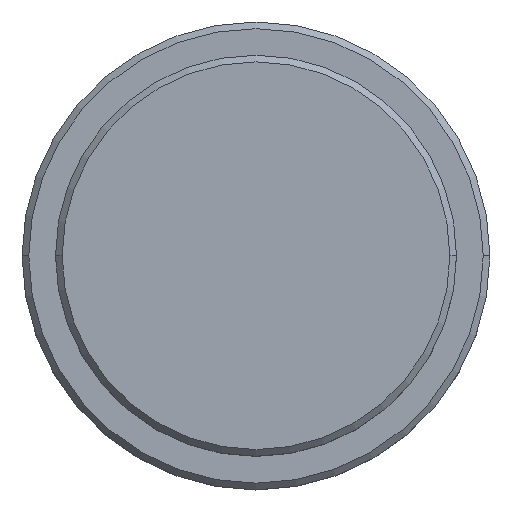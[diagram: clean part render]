
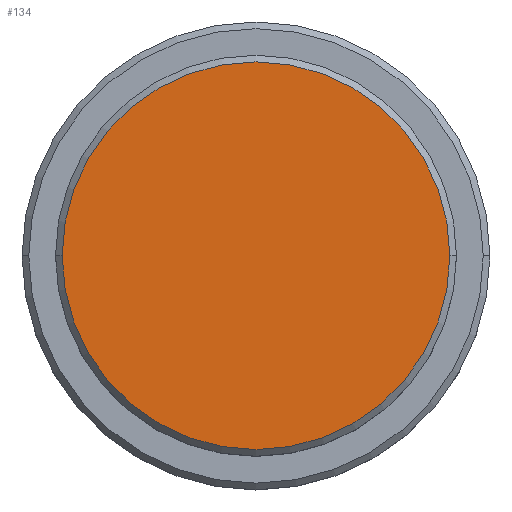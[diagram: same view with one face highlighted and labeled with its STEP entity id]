
A CAD part, top view. The second image highlights one B-rep face of the part: STEP entity #134.
In plain terms, the highlighted planar face has unit normal (0, 0, 1).
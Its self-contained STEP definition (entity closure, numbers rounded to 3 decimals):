
#56 = CARTESIAN_POINT ( 'NONE',  ( -14.5, 0., 0. ) ) ;
#122 = CIRCLE ( 'NONE', #335, 14.5 ) ;
#134 = ADVANCED_FACE ( 'NONE', ( #164 ), #264, .T. ) ;
#164 = FACE_OUTER_BOUND ( 'NONE', #1198, .T. ) ;
#182 = ORIENTED_EDGE ( 'NONE', *, *, #183, .T. ) ;
#183 = EDGE_CURVE ( 'NONE', #970, #519, #122, .T. ) ;
#264 = PLANE ( 'NONE',  #304 ) ;
#304 = AXIS2_PLACEMENT_3D ( 'NONE', #680, #809, #1231 ) ;
#319 = DIRECTION ( 'NONE',  ( 0., 0., 1. ) ) ;
#335 = AXIS2_PLACEMENT_3D ( 'NONE', #1030, #931, #924 ) ;
#404 = CIRCLE ( 'NONE', #1376, 14.5 ) ;
#519 = VERTEX_POINT ( 'NONE', #56 ) ;
#651 = CARTESIAN_POINT ( 'NONE',  ( 0., 0., 0. ) ) ;
#675 = EDGE_CURVE ( 'NONE', #519, #970, #404, .T. ) ;
#680 = CARTESIAN_POINT ( 'NONE',  ( 0., 0., 0. ) ) ;
#788 = ORIENTED_EDGE ( 'NONE', *, *, #675, .T. ) ;
#809 = DIRECTION ( 'NONE',  ( 0., 0., 1. ) ) ;
#924 = DIRECTION ( 'NONE',  ( 1., 0., 0. ) ) ;
#931 = DIRECTION ( 'NONE',  ( 0., 0., 1. ) ) ;
#970 = VERTEX_POINT ( 'NONE', #1375 ) ;
#1030 = CARTESIAN_POINT ( 'NONE',  ( 0., 0., 0. ) ) ;
#1198 = EDGE_LOOP ( 'NONE', ( #788, #182 ) ) ;
#1231 = DIRECTION ( 'NONE',  ( 1., 0., 0. ) ) ;
#1290 = DIRECTION ( 'NONE',  ( 1., 0., 0. ) ) ;
#1375 = CARTESIAN_POINT ( 'NONE',  ( 14.5, 0., 0. ) ) ;
#1376 = AXIS2_PLACEMENT_3D ( 'NONE', #651, #319, #1290 ) ;
